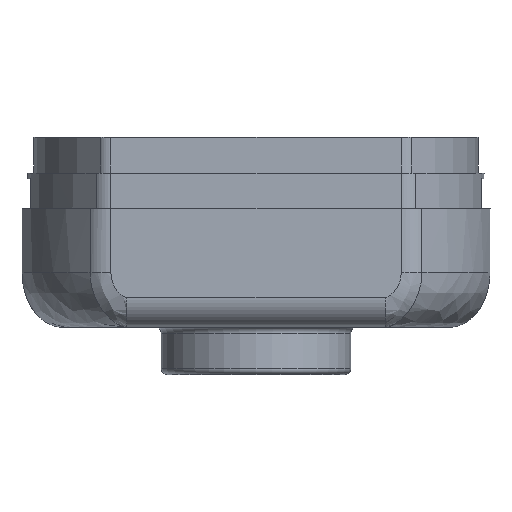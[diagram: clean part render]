
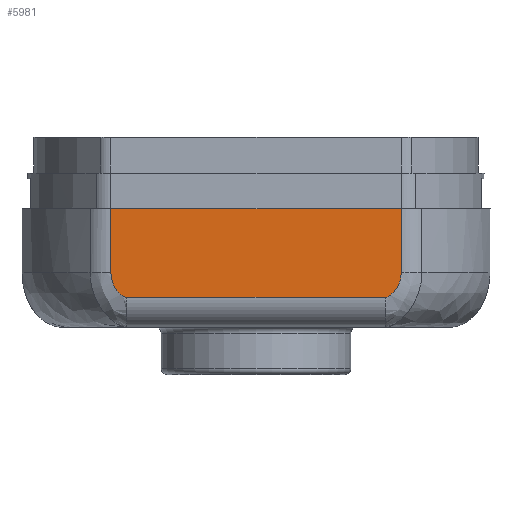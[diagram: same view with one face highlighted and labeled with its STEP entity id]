
A CAD part, front view. The second image highlights one B-rep face of the part: STEP entity #5981.
In plain terms, the highlighted planar face has unit normal (0, -1, 0).
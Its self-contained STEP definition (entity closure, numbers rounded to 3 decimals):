
#72 = CARTESIAN_POINT ( 'NONE',  ( -5.515, -7.5, -3.737 ) ) ;
#107 = CARTESIAN_POINT ( 'NONE',  ( 6.614, -7.5, -5. ) ) ;
#112 = VECTOR ( 'NONE', #5589, 1000. ) ;
#139 = CARTESIAN_POINT ( 'NONE',  ( 5.708, -7.5, -3.627 ) ) ;
#166 = VERTEX_POINT ( 'NONE', #401 ) ;
#289 = CARTESIAN_POINT ( 'NONE',  ( -6.123, -7.5, -2.7 ) ) ;
#379 = CARTESIAN_POINT ( 'NONE',  ( 6.123, -7.5, -2.922 ) ) ;
#401 = CARTESIAN_POINT ( 'NONE',  ( -5.461, -7.5, -3.75 ) ) ;
#500 = CARTESIAN_POINT ( 'NONE',  ( -5.831, -7.5, -3.516 ) ) ;
#653 = CARTESIAN_POINT ( 'NONE',  ( 6.123, -7.5, -2.7 ) ) ;
#680 = DIRECTION ( 'NONE',  ( 0., -1., 0. ) ) ;
#699 = VECTOR ( 'NONE', #6189, 1000. ) ;
#824 = EDGE_LOOP ( 'NONE', ( #3670, #3323, #4222, #3380, #2031, #3614 ) ) ;
#1007 = DIRECTION ( 'NONE',  ( 1., 0., 0. ) ) ;
#1119 = CARTESIAN_POINT ( 'NONE',  ( -6.124, -7.5, -5. ) ) ;
#1142 = CARTESIAN_POINT ( 'NONE',  ( -5.9, -7.5, -3.428 ) ) ;
#1152 = CARTESIAN_POINT ( 'NONE',  ( -6.124, -7.5, 0. ) ) ;
#1290 = LINE ( 'NONE', #5080, #2514 ) ;
#1512 = CARTESIAN_POINT ( 'NONE',  ( 6.123, -7.5, -2.7 ) ) ;
#1678 = EDGE_CURVE ( 'NONE', #3814, #166, #5352, .T. ) ;
#1679 = CARTESIAN_POINT ( 'NONE',  ( -6.067, -7.5, -3.142 ) ) ;
#1762 = CARTESIAN_POINT ( 'NONE',  ( 6.124, -7.5, -5. ) ) ;
#1800 = DIRECTION ( 'NONE',  ( 0., 0., -1. ) ) ;
#2031 = ORIENTED_EDGE ( 'NONE', *, *, #1678, .T. ) ;
#2196 = LINE ( 'NONE', #5456, #6428 ) ;
#2318 = CARTESIAN_POINT ( 'NONE',  ( 6.124, -7.5, 0. ) ) ;
#2319 = VERTEX_POINT ( 'NONE', #653 ) ;
#2340 = CARTESIAN_POINT ( 'NONE',  ( 5.461, -7.5, -3.75 ) ) ;
#2364 = CARTESIAN_POINT ( 'NONE',  ( 5.475, -7.5, -3.75 ) ) ;
#2409 = CARTESIAN_POINT ( 'NONE',  ( 5.515, -7.5, -3.737 ) ) ;
#2514 = VECTOR ( 'NONE', #2841, 1000. ) ;
#2637 = LINE ( 'NONE', #1119, #112 ) ;
#2674 = EDGE_CURVE ( 'NONE', #2883, #3814, #2637, .T. ) ;
#2741 = CARTESIAN_POINT ( 'NONE',  ( -5.567, -7.5, -3.716 ) ) ;
#2780 = EDGE_CURVE ( 'NONE', #166, #3331, #2196, .T. ) ;
#2841 = DIRECTION ( 'NONE',  ( 1., 0., 0. ) ) ;
#2883 = VERTEX_POINT ( 'NONE', #1152 ) ;
#3056 = LINE ( 'NONE', #1762, #699 ) ;
#3077 = CARTESIAN_POINT ( 'NONE',  ( 5.567, -7.5, -3.716 ) ) ;
#3229 = CARTESIAN_POINT ( 'NONE',  ( 5.461, -7.5, -3.75 ) ) ;
#3289 = AXIS2_PLACEMENT_3D ( 'NONE', #107, #680, #1800 ) ;
#3300 = CARTESIAN_POINT ( 'NONE',  ( -6.123, -7.5, -2.7 ) ) ;
#3323 = ORIENTED_EDGE ( 'NONE', *, *, #4345, .T. ) ;
#3331 = VERTEX_POINT ( 'NONE', #3229 ) ;
#3352 = CARTESIAN_POINT ( 'NONE',  ( -5.489, -7.5, -3.745 ) ) ;
#3380 = ORIENTED_EDGE ( 'NONE', *, *, #2674, .T. ) ;
#3401 = CARTESIAN_POINT ( 'NONE',  ( -5.663, -7.5, -3.66 ) ) ;
#3463 = CARTESIAN_POINT ( 'NONE',  ( 5.663, -7.5, -3.66 ) ) ;
#3614 = ORIENTED_EDGE ( 'NONE', *, *, #2780, .T. ) ;
#3670 = ORIENTED_EDGE ( 'NONE', *, *, #4446, .T. ) ;
#3814 = VERTEX_POINT ( 'NONE', #289 ) ;
#3921 = CARTESIAN_POINT ( 'NONE',  ( -5.528, -7.5, -3.732 ) ) ;
#4222 = ORIENTED_EDGE ( 'NONE', *, *, #5328, .F. ) ;
#4345 = EDGE_CURVE ( 'NONE', #2319, #5297, #3056, .T. ) ;
#4389 = CARTESIAN_POINT ( 'NONE',  ( -5.461, -7.5, -3.75 ) ) ;
#4422 = FACE_OUTER_BOUND ( 'NONE', #824, .T. ) ;
#4446 = EDGE_CURVE ( 'NONE', #3331, #2319, #6616, .T. ) ;
#5002 = CARTESIAN_POINT ( 'NONE',  ( -5.592, -7.5, -3.703 ) ) ;
#5080 = CARTESIAN_POINT ( 'NONE',  ( 6.614, -7.5, 0. ) ) ;
#5297 = VERTEX_POINT ( 'NONE', #2318 ) ;
#5328 = EDGE_CURVE ( 'NONE', #2883, #5297, #1290, .T. ) ;
#5352 = B_SPLINE_CURVE_WITH_KNOTS ( 'NONE', 3,
 ( #3300, #6665, #1679, #1142, #500, #7152, #3401, #5002, #2741, #3921, #72, #3352, #7176, #4389 ),
 .UNSPECIFIED., .F., .F.,
 ( 4, 2, 2, 2, 2, 2, 4 ),
 ( 0., 0.001, 0.001, 0.001, 0.001, 0.001, 0.001 ),
 .UNSPECIFIED. ) ;
#5456 = CARTESIAN_POINT ( 'NONE',  ( 3.555, -7.5, -3.75 ) ) ;
#5589 = DIRECTION ( 'NONE',  ( 0., 0., -1. ) ) ;
#5981 = ADVANCED_FACE ( 'NONE', ( #4422 ), #6806, .T. ) ;
#6189 = DIRECTION ( 'NONE',  ( 0., 0., 1. ) ) ;
#6213 = CARTESIAN_POINT ( 'NONE',  ( 5.489, -7.5, -3.745 ) ) ;
#6235 = CARTESIAN_POINT ( 'NONE',  ( 5.831, -7.5, -3.516 ) ) ;
#6423 = CARTESIAN_POINT ( 'NONE',  ( 6.067, -7.5, -3.142 ) ) ;
#6428 = VECTOR ( 'NONE', #1007, 1000. ) ;
#6616 = B_SPLINE_CURVE_WITH_KNOTS ( 'NONE', 3,
 ( #2340, #2364, #6213, #2409, #6766, #3077, #6943, #3463, #139, #6235, #6792, #6423, #379, #1512 ),
 .UNSPECIFIED., .F., .F.,
 ( 4, 2, 2, 2, 2, 2, 4 ),
 ( 0., 0., 0., 0., 0., 0.001, 0.001 ),
 .UNSPECIFIED. ) ;
#6665 = CARTESIAN_POINT ( 'NONE',  ( -6.123, -7.5, -2.922 ) ) ;
#6766 = CARTESIAN_POINT ( 'NONE',  ( 5.528, -7.5, -3.732 ) ) ;
#6792 = CARTESIAN_POINT ( 'NONE',  ( 5.9, -7.5, -3.428 ) ) ;
#6806 = PLANE ( 'NONE',  #3289 ) ;
#6943 = CARTESIAN_POINT ( 'NONE',  ( 5.592, -7.5, -3.703 ) ) ;
#7152 = CARTESIAN_POINT ( 'NONE',  ( -5.708, -7.5, -3.626 ) ) ;
#7176 = CARTESIAN_POINT ( 'NONE',  ( -5.475, -7.5, -3.75 ) ) ;
